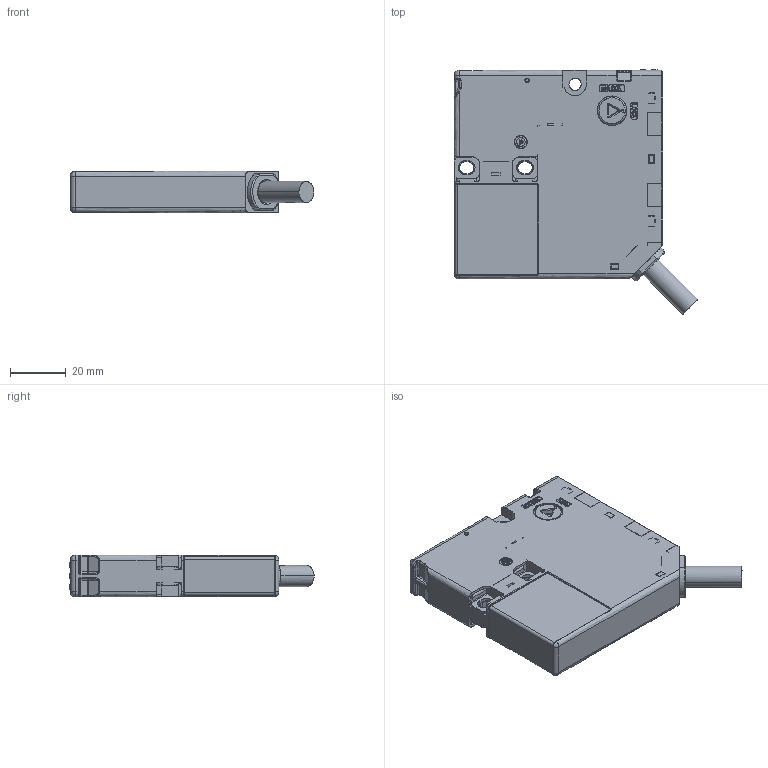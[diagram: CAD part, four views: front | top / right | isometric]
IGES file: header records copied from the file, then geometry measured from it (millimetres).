
Start section: SolidWorks IGES file using analytic representation for surfaces
Global section: file name: OUTSIDE-HS6E.IGS,15; native system: HSolidWorks 2012; preprocessor: SolidWorks 2012; author: 2606; date: 140422.193703; units: millimetre
Bounding box: 87.67 x 87.87 x 15 mm (x, y, z)
Surface area: 21439.5 mm2 (no closed solid volume)
Topology: 0 solids, 0 shells, 1768 faces, 12459 edges, 12385 vertices
Faces by surface type: bspline 1295, revolution 473
